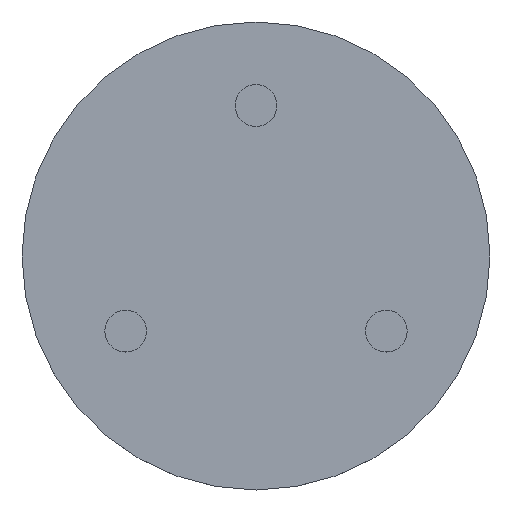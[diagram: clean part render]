
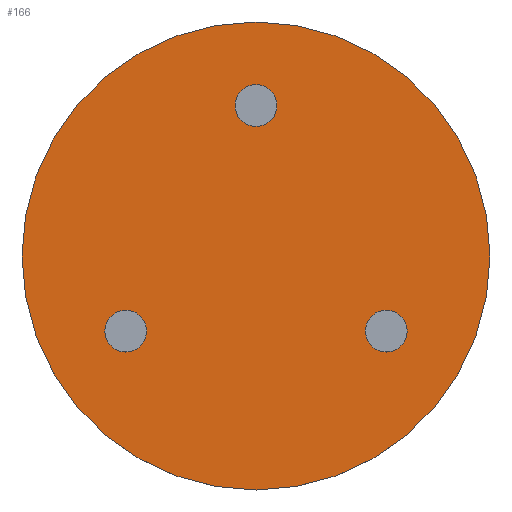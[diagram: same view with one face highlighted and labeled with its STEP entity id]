
A CAD part, top view. The second image highlights one B-rep face of the part: STEP entity #166.
In plain terms, the highlighted planar face has unit normal (0, 0, 1).
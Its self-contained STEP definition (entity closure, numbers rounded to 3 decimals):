
#17=FACE_BOUND('',#66,.T.);
#18=FACE_BOUND('',#67,.T.);
#19=FACE_BOUND('',#68,.T.);
#50=FACE_OUTER_BOUND('',#65,.T.);
#65=EDGE_LOOP('',(#143));
#66=EDGE_LOOP('',(#144));
#67=EDGE_LOOP('',(#145));
#68=EDGE_LOOP('',(#146));
#77=CIRCLE('',#185,28.);
#78=CIRCLE('',#187,2.5);
#79=CIRCLE('',#189,2.5);
#80=CIRCLE('',#191,2.5);
#89=VERTEX_POINT('',#279);
#90=VERTEX_POINT('',#283);
#91=VERTEX_POINT('',#287);
#92=VERTEX_POINT('',#291);
#104=EDGE_CURVE('',#89,#89,#77,.T.);
#105=EDGE_CURVE('',#90,#90,#78,.T.);
#107=EDGE_CURVE('',#91,#91,#79,.T.);
#109=EDGE_CURVE('',#92,#92,#80,.T.);
#143=ORIENTED_EDGE('',*,*,#104,.T.);
#144=ORIENTED_EDGE('',*,*,#109,.F.);
#145=ORIENTED_EDGE('',*,*,#107,.F.);
#146=ORIENTED_EDGE('',*,*,#105,.F.);
#153=PLANE('',#193);
#166=ADVANCED_FACE('',(#50,#17,#18,#19),#153,.F.);
#185=AXIS2_PLACEMENT_3D('',#281,#231,#232);
#187=AXIS2_PLACEMENT_3D('',#284,#235,#236);
#189=AXIS2_PLACEMENT_3D('',#288,#240,#241);
#191=AXIS2_PLACEMENT_3D('',#292,#245,#246);
#193=AXIS2_PLACEMENT_3D('',#295,#250,#251);
#231=DIRECTION('center_axis',(0.,0.,1.));
#232=DIRECTION('ref_axis',(1.,0.,0.));
#235=DIRECTION('center_axis',(0.,0.,1.));
#236=DIRECTION('ref_axis',(-1.,0.,0.));
#240=DIRECTION('center_axis',(0.,0.,1.));
#241=DIRECTION('ref_axis',(-1.,0.,0.));
#245=DIRECTION('center_axis',(0.,0.,1.));
#246=DIRECTION('ref_axis',(-1.,0.,0.));
#250=DIRECTION('center_axis',(0.,0.,-1.));
#251=DIRECTION('ref_axis',(1.,0.,0.));
#279=CARTESIAN_POINT('',(-28.,0.,-1.));
#281=CARTESIAN_POINT('Origin',(0.,0.,
-1.));
#283=CARTESIAN_POINT('',(18.088,-9.,-1.));
#284=CARTESIAN_POINT('Origin',(15.588,-9.,-1.));
#287=CARTESIAN_POINT('',(2.5,18.,-1.));
#288=CARTESIAN_POINT('Origin',(0.,18.,-1.));
#291=CARTESIAN_POINT('',(-13.088,-9.,-1.));
#292=CARTESIAN_POINT('Origin',(-15.588,-9.,-1.));
#295=CARTESIAN_POINT('Origin',(0.,0.,
-1.));
